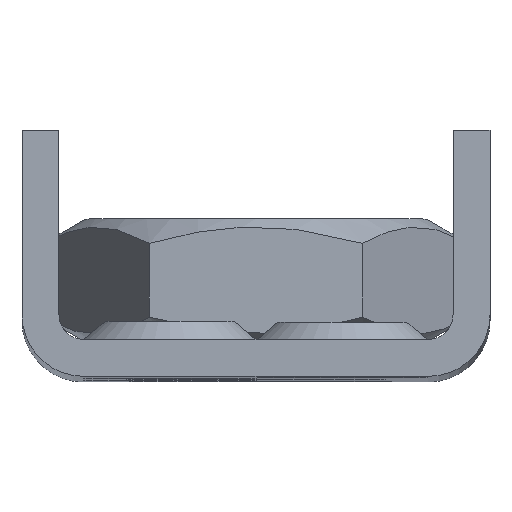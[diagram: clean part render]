
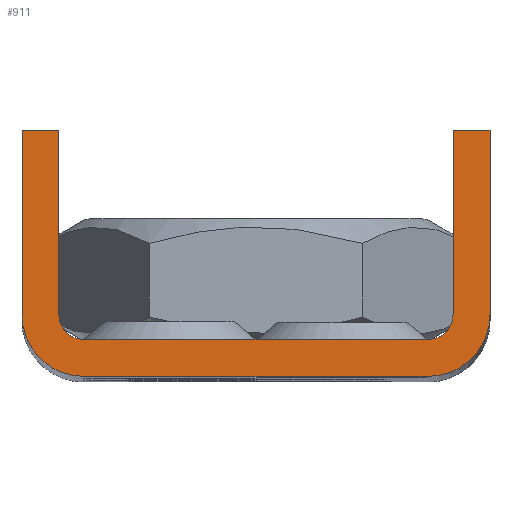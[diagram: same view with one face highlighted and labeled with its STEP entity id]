
A CAD part, top view. The second image highlights one B-rep face of the part: STEP entity #911.
In plain terms, the highlighted planar face has unit normal (0, 0, 1).
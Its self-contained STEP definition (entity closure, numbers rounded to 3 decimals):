
#39=LINE('',#1448,#85);
#49=LINE('',#1470,#95);
#59=LINE('',#1506,#105);
#63=LINE('',#1514,#109);
#67=LINE('',#1529,#113);
#70=LINE('',#1535,#116);
#73=LINE('',#1541,#119);
#77=LINE('',#1555,#123);
#85=VECTOR('',#1191,10.);
#95=VECTOR('',#1211,10.);
#105=VECTOR('',#1251,10.);
#109=VECTOR('',#1257,10.);
#113=VECTOR('',#1275,10.);
#116=VECTOR('',#1280,10.);
#119=VECTOR('',#1285,10.);
#123=VECTOR('',#1303,10.);
#146=PLANE('',#1054);
#256=FACE_OUTER_BOUND('',#351,.T.);
#351=EDGE_LOOP('',(#784,#785,#786,#787,#788,#789,#790,#791,#792,#793,#794,
#795));
#412=CIRCLE('',#1038,2.);
#414=CIRCLE('',#1041,2.);
#416=CIRCLE('',#1047,5.);
#418=CIRCLE('',#1050,5.);
#456=VERTEX_POINT('',#1446);
#457=VERTEX_POINT('',#1447);
#463=VERTEX_POINT('',#1468);
#464=VERTEX_POINT('',#1469);
#474=VERTEX_POINT('',#1504);
#475=VERTEX_POINT('',#1505);
#478=VERTEX_POINT('',#1513);
#480=VERTEX_POINT('',#1522);
#482=VERTEX_POINT('',#1528);
#484=VERTEX_POINT('',#1534);
#486=VERTEX_POINT('',#1540);
#488=VERTEX_POINT('',#1549);
#538=EDGE_CURVE('',#456,#457,#39,.T.);
#551=EDGE_CURVE('',#463,#464,#49,.T.);
#568=EDGE_CURVE('',#474,#475,#59,.T.);
#572=EDGE_CURVE('',#475,#478,#63,.T.);
#575=EDGE_CURVE('',#478,#463,#412,.T.);
#577=EDGE_CURVE('',#464,#480,#414,.T.);
#580=EDGE_CURVE('',#480,#482,#67,.T.);
#583=EDGE_CURVE('',#482,#484,#70,.T.);
#586=EDGE_CURVE('',#484,#486,#73,.T.);
#589=EDGE_CURVE('',#486,#456,#416,.T.);
#591=EDGE_CURVE('',#457,#488,#418,.T.);
#594=EDGE_CURVE('',#488,#474,#77,.T.);
#784=ORIENTED_EDGE('',*,*,#568,.F.);
#785=ORIENTED_EDGE('',*,*,#594,.F.);
#786=ORIENTED_EDGE('',*,*,#591,.F.);
#787=ORIENTED_EDGE('',*,*,#538,.F.);
#788=ORIENTED_EDGE('',*,*,#589,.F.);
#789=ORIENTED_EDGE('',*,*,#586,.F.);
#790=ORIENTED_EDGE('',*,*,#583,.F.);
#791=ORIENTED_EDGE('',*,*,#580,.F.);
#792=ORIENTED_EDGE('',*,*,#577,.F.);
#793=ORIENTED_EDGE('',*,*,#551,.F.);
#794=ORIENTED_EDGE('',*,*,#575,.F.);
#795=ORIENTED_EDGE('',*,*,#572,.F.);
#911=ADVANCED_FACE('',(#256),#146,.T.);
#1038=AXIS2_PLACEMENT_3D('',#1519,#1262,#1263);
#1041=AXIS2_PLACEMENT_3D('',#1523,#1268,#1269);
#1047=AXIS2_PLACEMENT_3D('',#1546,#1290,#1291);
#1050=AXIS2_PLACEMENT_3D('',#1550,#1296,#1297);
#1054=AXIS2_PLACEMENT_3D('',#1558,#1307,#1308);
#1191=DIRECTION('',(-1.,0.,0.));
#1211=DIRECTION('',(1.,0.,0.));
#1251=DIRECTION('',(1.,0.,0.));
#1257=DIRECTION('',(0.,-1.,0.));
#1262=DIRECTION('center_axis',(0.,0.,1.));
#1263=DIRECTION('ref_axis',(1.,0.,0.));
#1268=DIRECTION('center_axis',(0.,0.,1.));
#1269=DIRECTION('ref_axis',(0.,1.,0.));
#1275=DIRECTION('',(0.,1.,0.));
#1280=DIRECTION('',(1.,0.,0.));
#1285=DIRECTION('',(0.,-1.,0.));
#1290=DIRECTION('center_axis',(0.,0.,-1.));
#1291=DIRECTION('ref_axis',(0.,-1.,0.));
#1296=DIRECTION('center_axis',(0.,0.,-1.));
#1297=DIRECTION('ref_axis',(-1.,0.,0.));
#1303=DIRECTION('',(0.,1.,0.));
#1307=DIRECTION('center_axis',(0.,0.,1.));
#1308=DIRECTION('ref_axis',(1.,0.,0.));
#1446=CARTESIAN_POINT('',(33.,0.,264.));
#1447=CARTESIAN_POINT('',(5.,0.,264.));
#1448=CARTESIAN_POINT('',(5.,0.,264.));
#1468=CARTESIAN_POINT('',(5.,3.,264.));
#1469=CARTESIAN_POINT('',(33.,3.,264.));
#1470=CARTESIAN_POINT('',(33.,3.,264.));
#1504=CARTESIAN_POINT('',(0.,20.,264.));
#1505=CARTESIAN_POINT('',(3.,20.,264.));
#1506=CARTESIAN_POINT('',(3.,20.,264.));
#1513=CARTESIAN_POINT('',(3.,5.,264.));
#1514=CARTESIAN_POINT('',(3.,5.,264.));
#1519=CARTESIAN_POINT('Origin',(5.,5.,264.));
#1522=CARTESIAN_POINT('',(35.,5.,264.));
#1523=CARTESIAN_POINT('Origin',(33.,5.,264.));
#1528=CARTESIAN_POINT('',(35.,20.,264.));
#1529=CARTESIAN_POINT('',(35.,20.,264.));
#1534=CARTESIAN_POINT('',(38.,20.,264.));
#1535=CARTESIAN_POINT('',(38.,20.,264.));
#1540=CARTESIAN_POINT('',(38.,5.,264.));
#1541=CARTESIAN_POINT('',(38.,5.,264.));
#1546=CARTESIAN_POINT('Origin',(33.,5.,264.));
#1549=CARTESIAN_POINT('',(0.,5.,264.));
#1550=CARTESIAN_POINT('Origin',(5.,5.,264.));
#1555=CARTESIAN_POINT('',(0.,20.,264.));
#1558=CARTESIAN_POINT('Origin',(19.,6.995,264.));
